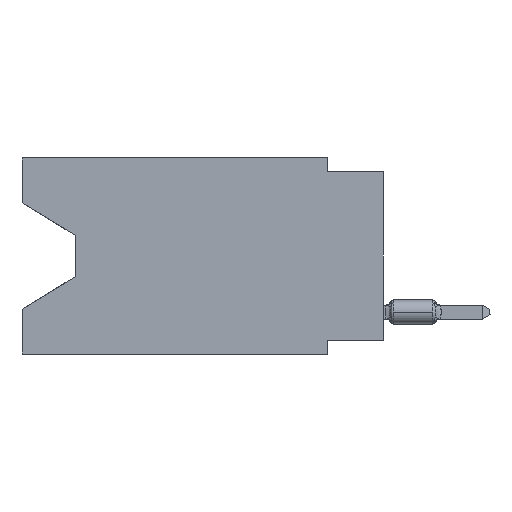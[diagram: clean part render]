
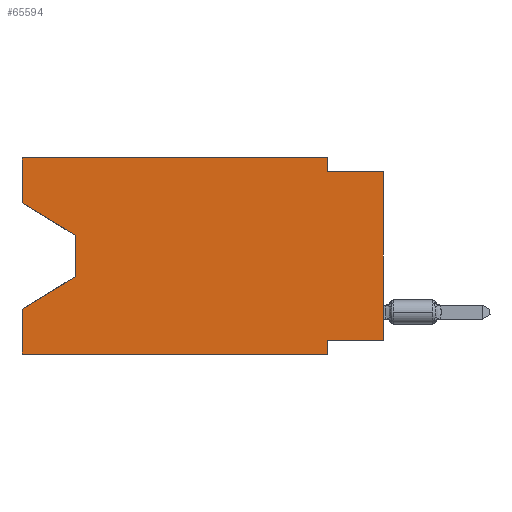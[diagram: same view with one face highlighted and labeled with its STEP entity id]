
A CAD part, left-side view. The second image highlights one B-rep face of the part: STEP entity #65594.
In plain terms, the highlighted planar face has unit normal (-1, 0, 0).
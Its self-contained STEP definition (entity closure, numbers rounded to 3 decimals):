
#210 = ORIENTED_EDGE ( 'NONE', *, *, #66253, .F. ) ;
#251 = VECTOR ( 'NONE', #39896, 1000. ) ;
#1410 = EDGE_CURVE ( 'NONE', #5399, #28420, #9766, .T. ) ;
#1634 = ORIENTED_EDGE ( 'NONE', *, *, #73326, .T. ) ;
#3859 = CARTESIAN_POINT ( 'NONE',  ( 0., 16.383, 0. ) ) ;
#3863 = VECTOR ( 'NONE', #36619, 1000. ) ;
#4395 = LINE ( 'NONE', #19462, #77171 ) ;
#4442 = CARTESIAN_POINT ( 'NONE',  ( 0., 16.383, 0. ) ) ;
#5140 = CARTESIAN_POINT ( 'NONE',  ( 0., 16.383, -2.038 ) ) ;
#5399 = VERTEX_POINT ( 'NONE', #40259 ) ;
#5483 = DIRECTION ( 'NONE',  ( 0., -1., 0. ) ) ;
#5866 = CARTESIAN_POINT ( 'NONE',  ( 0., 0., -0.635 ) ) ;
#7569 = CARTESIAN_POINT ( 'NONE',  ( 0., 2.54, -8.89 ) ) ;
#7596 = VECTOR ( 'NONE', #17553, 1000. ) ;
#8730 = CARTESIAN_POINT ( 'NONE',  ( 0., 16.383, 0. ) ) ;
#9407 = VERTEX_POINT ( 'NONE', #95382 ) ;
#9766 = LINE ( 'NONE', #8730, #251 ) ;
#10682 = DIRECTION ( 'NONE',  ( 0., 0.855, -0.519 ) ) ;
#11845 = CARTESIAN_POINT ( 'NONE',  ( 0., 2.54, -0.635 ) ) ;
#12882 = DIRECTION ( 'NONE',  ( 0., 0., -1. ) ) ;
#13560 = ORIENTED_EDGE ( 'NONE', *, *, #99706, .T. ) ;
#13770 = LINE ( 'NONE', #29352, #18177 ) ;
#14650 = VERTEX_POINT ( 'NONE', #58298 ) ;
#15099 = CARTESIAN_POINT ( 'NONE',  ( 0., 16.383, 0. ) ) ;
#15184 = CARTESIAN_POINT ( 'NONE',  ( 0., 16.383, -6.852 ) ) ;
#15550 = ORIENTED_EDGE ( 'NONE', *, *, #35324, .F. ) ;
#17553 = DIRECTION ( 'NONE',  ( 0., 0., 1. ) ) ;
#18177 = VECTOR ( 'NONE', #5483, 1000. ) ;
#18479 = CARTESIAN_POINT ( 'NONE',  ( 0., 13.97, -5.385 ) ) ;
#18715 = VERTEX_POINT ( 'NONE', #70571 ) ;
#19462 = CARTESIAN_POINT ( 'NONE',  ( 0., 0., 0. ) ) ;
#20672 = LINE ( 'NONE', #75237, #88186 ) ;
#21806 = DIRECTION ( 'NONE',  ( 0., -1., 0. ) ) ;
#27295 = FACE_OUTER_BOUND ( 'NONE', #42996, .T. ) ;
#27811 = PLANE ( 'NONE',  #28898 ) ;
#28420 = VERTEX_POINT ( 'NONE', #15099 ) ;
#28898 = AXIS2_PLACEMENT_3D ( 'NONE', #4442, #74594, #83384 ) ;
#29352 = CARTESIAN_POINT ( 'NONE',  ( 0., 16.383, 0. ) ) ;
#35324 = EDGE_CURVE ( 'NONE', #14650, #54772, #78199, .T. ) ;
#36619 = DIRECTION ( 'NONE',  ( 0., 1., 0. ) ) ;
#36818 = DIRECTION ( 'NONE',  ( 0., -0.855, -0.519 ) ) ;
#37018 = LINE ( 'NONE', #5866, #72085 ) ;
#39896 = DIRECTION ( 'NONE',  ( 0., 0., 1. ) ) ;
#40259 = CARTESIAN_POINT ( 'NONE',  ( 0., 16.383, -2.038 ) ) ;
#42358 = ORIENTED_EDGE ( 'NONE', *, *, #48969, .T. ) ;
#42996 = EDGE_LOOP ( 'NONE', ( #13560, #1634, #68571, #94377, #42358, #15550, #67269, #99672, #210, #90579, #84372, #47264 ) ) ;
#45196 = VECTOR ( 'NONE', #21806, 1000. ) ;
#46245 = VECTOR ( 'NONE', #93920, 1000. ) ;
#47264 = ORIENTED_EDGE ( 'NONE', *, *, #1410, .F. ) ;
#48969 = EDGE_CURVE ( 'NONE', #61501, #54772, #85170, .T. ) ;
#49609 = VECTOR ( 'NONE', #70940, 1000. ) ;
#51333 = CARTESIAN_POINT ( 'NONE',  ( 0., 0., -0.635 ) ) ;
#54772 = VERTEX_POINT ( 'NONE', #86896 ) ;
#57968 = LINE ( 'NONE', #18479, #102314 ) ;
#58298 = CARTESIAN_POINT ( 'NONE',  ( 0., 2.54, -8.255 ) ) ;
#59235 = VERTEX_POINT ( 'NONE', #89470 ) ;
#61175 = VERTEX_POINT ( 'NONE', #51333 ) ;
#61501 = VERTEX_POINT ( 'NONE', #88155 ) ;
#64581 = EDGE_CURVE ( 'NONE', #59235, #14650, #68296, .T. ) ;
#65275 = VERTEX_POINT ( 'NONE', #11845 ) ;
#65594 = ADVANCED_FACE ( 'NONE', ( #27295 ), #27811, .F. ) ;
#66253 = EDGE_CURVE ( 'NONE', #65275, #61175, #37018, .T. ) ;
#67269 = ORIENTED_EDGE ( 'NONE', *, *, #64581, .F. ) ;
#68296 = LINE ( 'NONE', #69833, #3863 ) ;
#68571 = ORIENTED_EDGE ( 'NONE', *, *, #89909, .T. ) ;
#68992 = CARTESIAN_POINT ( 'NONE',  ( 0., 13.97, -3.505 ) ) ;
#69076 = CARTESIAN_POINT ( 'NONE',  ( 0., 16.383, -8.89 ) ) ;
#69833 = CARTESIAN_POINT ( 'NONE',  ( 0., 0., -8.255 ) ) ;
#70571 = CARTESIAN_POINT ( 'NONE',  ( 0., 13.97, -5.385 ) ) ;
#70940 = DIRECTION ( 'NONE',  ( 0., 0., -1. ) ) ;
#72085 = VECTOR ( 'NONE', #100379, 1000. ) ;
#73326 = EDGE_CURVE ( 'NONE', #9407, #18715, #86140, .T. ) ;
#74594 = DIRECTION ( 'NONE',  ( 1., 0., 0. ) ) ;
#75237 = CARTESIAN_POINT ( 'NONE',  ( 0., 2.54, 0. ) ) ;
#76845 = VERTEX_POINT ( 'NONE', #80319 ) ;
#77171 = VECTOR ( 'NONE', #82838, 1000. ) ;
#77350 = VERTEX_POINT ( 'NONE', #15184 ) ;
#78199 = LINE ( 'NONE', #7569, #49609 ) ;
#79957 = EDGE_CURVE ( 'NONE', #76845, #65275, #20672, .T. ) ;
#80319 = CARTESIAN_POINT ( 'NONE',  ( 0., 2.54, 0. ) ) ;
#82838 = DIRECTION ( 'NONE',  ( 0., 0., 1. ) ) ;
#83384 = DIRECTION ( 'NONE',  ( 0., 0., -1. ) ) ;
#84372 = ORIENTED_EDGE ( 'NONE', *, *, #92424, .F. ) ;
#84563 = EDGE_CURVE ( 'NONE', #61501, #77350, #88718, .T. ) ;
#85170 = LINE ( 'NONE', #69076, #45196 ) ;
#86140 = LINE ( 'NONE', #68992, #46245 ) ;
#86896 = CARTESIAN_POINT ( 'NONE',  ( 0., 2.54, -8.89 ) ) ;
#88155 = CARTESIAN_POINT ( 'NONE',  ( 0., 16.383, -8.89 ) ) ;
#88186 = VECTOR ( 'NONE', #12882, 1000. ) ;
#88718 = LINE ( 'NONE', #3859, #7596 ) ;
#88805 = EDGE_CURVE ( 'NONE', #59235, #61175, #4395, .T. ) ;
#89470 = CARTESIAN_POINT ( 'NONE',  ( 0., 0., -8.255 ) ) ;
#89909 = EDGE_CURVE ( 'NONE', #18715, #77350, #57968, .T. ) ;
#90359 = LINE ( 'NONE', #5140, #93538 ) ;
#90579 = ORIENTED_EDGE ( 'NONE', *, *, #79957, .F. ) ;
#92424 = EDGE_CURVE ( 'NONE', #28420, #76845, #13770, .T. ) ;
#93538 = VECTOR ( 'NONE', #36818, 1000. ) ;
#93920 = DIRECTION ( 'NONE',  ( 0., 0., -1. ) ) ;
#94377 = ORIENTED_EDGE ( 'NONE', *, *, #84563, .F. ) ;
#95382 = CARTESIAN_POINT ( 'NONE',  ( 0., 13.97, -3.505 ) ) ;
#99672 = ORIENTED_EDGE ( 'NONE', *, *, #88805, .T. ) ;
#99706 = EDGE_CURVE ( 'NONE', #5399, #9407, #90359, .T. ) ;
#100379 = DIRECTION ( 'NONE',  ( 0., -1., 0. ) ) ;
#102314 = VECTOR ( 'NONE', #10682, 1000. ) ;
